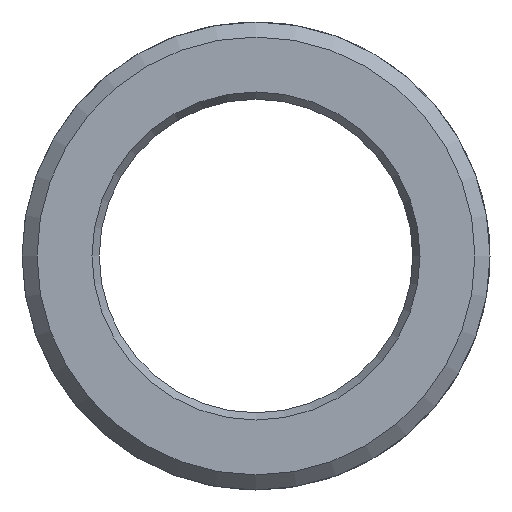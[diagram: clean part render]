
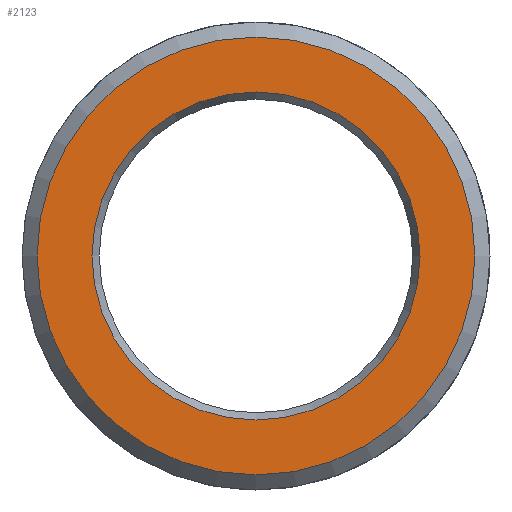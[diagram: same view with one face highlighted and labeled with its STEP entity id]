
A CAD part, left-side view. The second image highlights one B-rep face of the part: STEP entity #2123.
In plain terms, the highlighted planar face has unit normal (-1, 0, 0).
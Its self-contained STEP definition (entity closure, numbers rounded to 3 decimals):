
#2087=CARTESIAN_POINT('',(0.0,-17.456,0.0));
#2088=VERTEX_POINT('',#2087);
#2089=CARTESIAN_POINT('',(0.0,0.0,0.0));
#2090=DIRECTION('',(1.0,0.0,0.0));
#2091=DIRECTION('',(0.0,-1.0,0.0));
#2092=AXIS2_PLACEMENT_3D('',#2089,#2090,#2091);
#2093=CIRCLE('',#2092,17.456);
#2094=EDGE_CURVE('n� 412',#2088,#2088,#2093,.T.);
#2104=ORIENTED_EDGE('',*,*,#2094,.F.);
#2105=EDGE_LOOP('',(#2104));
#2106=FACE_OUTER_BOUND('',#2105,.T.);
#2107=CARTESIAN_POINT('',(0.0,0.0,-13.077));
#2108=VERTEX_POINT('',#2107);
#2109=CARTESIAN_POINT('',(0.0,0.0,0.0));
#2110=DIRECTION('',(-1.0,-0.0,-0.0));
#2111=DIRECTION('',(0.0,0.0,-1.0));
#2112=AXIS2_PLACEMENT_3D('',#2109,#2110,#2111);
#2113=CIRCLE('',#2112,13.077);
#2114=EDGE_CURVE('n� 413',#2108,#2108,#2113,.T.);
#2115=ORIENTED_EDGE('',*,*,#2114,.F.);
#2116=EDGE_LOOP('',(#2115));
#2117=FACE_BOUND('',#2116,.T.);
#2118=CARTESIAN_POINT('',(0.0,18.656,0.0));
#2119=DIRECTION('',(-1.0,-0.0,0.0));
#2120=DIRECTION('',(0.0,0.0,1.0));
#2121=AXIS2_PLACEMENT_3D('',#2118,#2119,#2120);
#2122=PLANE('',#2121);
#2123=ADVANCED_FACE('n� 267',(#2106,#2117),#2122,.T.);
